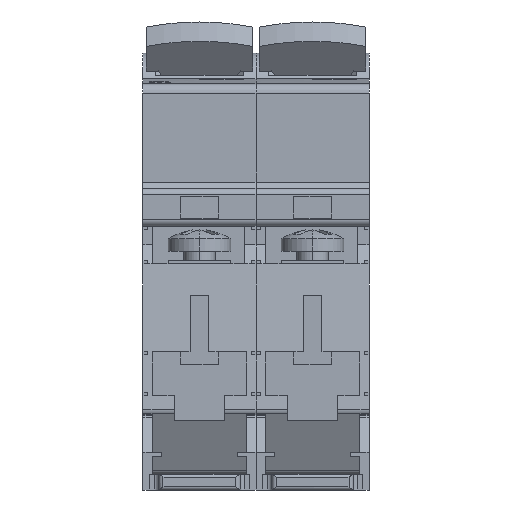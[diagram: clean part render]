
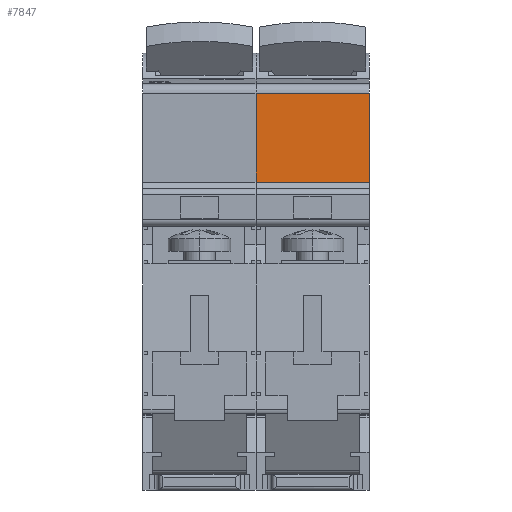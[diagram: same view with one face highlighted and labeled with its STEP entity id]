
A CAD part, front view. The second image highlights one B-rep face of the part: STEP entity #7847.
In plain terms, the highlighted face is planar.
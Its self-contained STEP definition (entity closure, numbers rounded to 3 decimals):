
#710=DIRECTION('',(0.,0.,-1.));
#711=VECTOR('',#710,14.126);
#712=CARTESIAN_POINT('',(-22.5,-9.,63.126));
#713=LINE('',#712,#711);
#1989=DIRECTION('',(0.,-1.,0.));
#1990=VECTOR('',#1989,18.);
#1991=CARTESIAN_POINT('',(-22.5,9.,63.126));
#1992=LINE('',#1991,#1990);
#1997=DIRECTION('',(0.,-1.,0.));
#1998=VECTOR('',#1997,18.);
#1999=CARTESIAN_POINT('',(-22.5,9.,49.));
#2000=LINE('',#1999,#1998);
#2001=DIRECTION('',(0.,0.,-1.));
#2002=VECTOR('',#2001,14.126);
#2003=CARTESIAN_POINT('',(-22.5,9.,63.126));
#2004=LINE('',#2003,#2002);
#4183=CARTESIAN_POINT('',(-22.5,9.,49.));
#4184=VERTEX_POINT('',#4183);
#4185=CARTESIAN_POINT('',(-22.5,9.,63.126));
#4186=VERTEX_POINT('',#4185);
#4247=CARTESIAN_POINT('',(-22.5,-9.,63.126));
#4248=CARTESIAN_POINT('',(-22.5,-9.,49.));
#4249=VERTEX_POINT('',#4247);
#4250=VERTEX_POINT('',#4248);
#7835=CARTESIAN_POINT('',(-22.5,-9.,64.5));
#7836=DIRECTION('',(-1.,0.,0.));
#7837=DIRECTION('',(0.,0.,1.));
#7838=AXIS2_PLACEMENT_3D('',#7835,#7836,#7837);
#7839=PLANE('',#7838);
#7840=ORIENTED_EDGE('',*,*,#5393,.T.);
#7842=ORIENTED_EDGE('',*,*,#7841,.F.);
#7843=ORIENTED_EDGE('',*,*,#5144,.F.);
#7844=ORIENTED_EDGE('',*,*,#7821,.T.);
#7845=EDGE_LOOP('',(#7840,#7842,#7843,#7844));
#7846=FACE_OUTER_BOUND('',#7845,.F.);
#5144=EDGE_CURVE('',#4186,#4184,#2004,.T.);
#5393=EDGE_CURVE('',#4249,#4250,#713,.T.);
#7821=EDGE_CURVE('',#4186,#4249,#1992,.T.);
#7841=EDGE_CURVE('',#4184,#4250,#2000,.T.);
#7847=ADVANCED_FACE('',(#7846),#7839,.T.);
